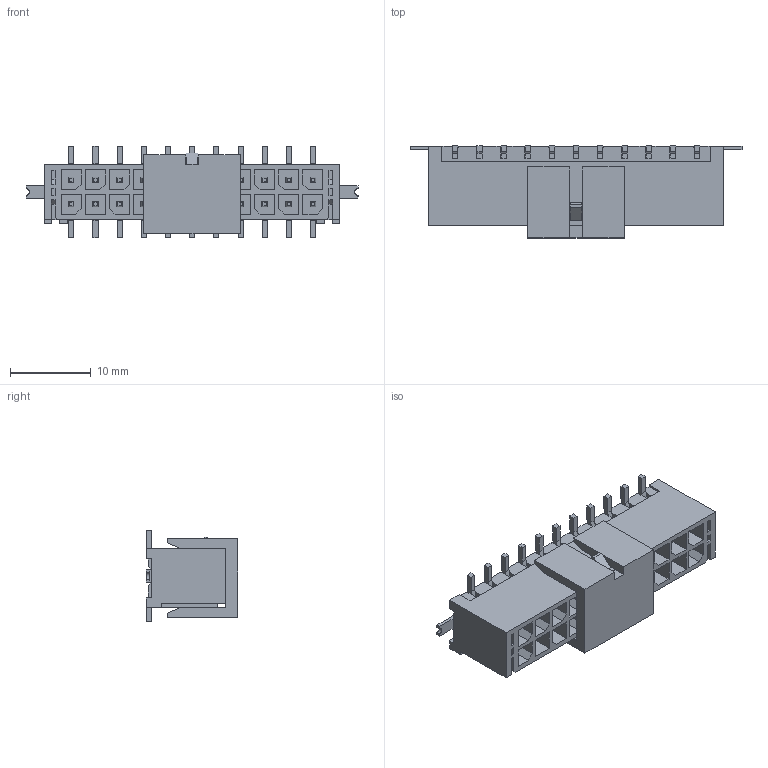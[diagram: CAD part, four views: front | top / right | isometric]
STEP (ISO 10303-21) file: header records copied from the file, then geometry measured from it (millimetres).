
FILE_DESCRIPTION(/* description */ ('Unknown'),/* implementation_level */ '2;1');
FILE_NAME(/* name */ '662322231822',/* time_stamp */ '2020-02-03T08:54:42+01:00',/* author */ ('Unknown'),/* organization */ ('Unknown'),/* preprocessor_version */ 'ST-DEVELOPER v16.7',/* originating_system */ 'DEX',/* authorisation */ $);
FILE_SCHEMA (('AUTOMOTIVE_DESIGN {1 0 10303 214 3 1 1}'));
Length unit declared in the file: millimetre
Products named in the file (5): 6623xx231822; 662022231822; 6620xx231822_MASS; 6620xx231822_PIN; 6620xx231822_Cap2
Assembly tree (26 placements, depth 2):
  6623xx231822
    662022231822
    6620xx231822_MASS  x2
    6620xx231822_PIN  x22
    6620xx231822_Cap2
Bounding box: 41.2 x 11.4 x 11.4 mm (x, y, z)
Volume: 1737.2 mm3; surface area: 4826.2 mm2
Topology: 26 solids, 26 shells, 1054 faces, 2934 edges, 1926 vertices
Faces by surface type: plane 1003, cylinder 51
Entity records: 18138 total; most frequent: CARTESIAN_POINT 3227, ORIENTED_EDGE 3198, DIRECTION 2823, EDGE_CURVE 1599, LINE 1503, VECTOR 1503, VERTEX_POINT 1064, AXIS2_PLACEMENT_3D 660
